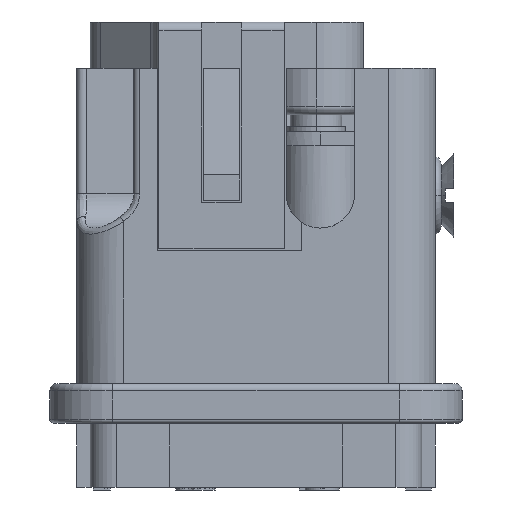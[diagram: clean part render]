
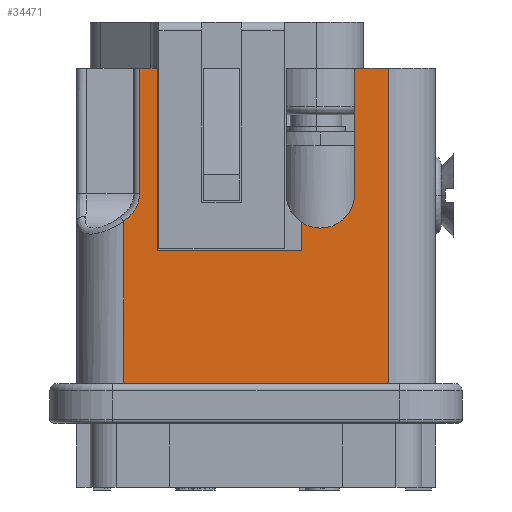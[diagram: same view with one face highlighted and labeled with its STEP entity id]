
A CAD part, left-side view. The second image highlights one B-rep face of the part: STEP entity #34471.
In plain terms, the highlighted planar face has unit normal (-1, 0, 0).
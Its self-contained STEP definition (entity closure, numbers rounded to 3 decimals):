
#6021=DIRECTION('',(0.,0.,-1.));
#6022=VECTOR('',#6021,7.3);
#6023=CARTESIAN_POINT('',(14.01,21.167,0.));
#6024=LINE('',#6023,#6022);
#9292=DIRECTION('',(0.,0.,-1.));
#9293=VECTOR('',#9292,9.474);
#9294=CARTESIAN_POINT('',(14.01,34.617,-8.926));
#9295=LINE('',#9294,#9293);
#9300=CARTESIAN_POINT('',(14.01,23.167,-7.3));
#9301=DIRECTION('',(-1.,0.,0.));
#9302=DIRECTION('',(0.,0.,-1.));
#9303=AXIS2_PLACEMENT_3D('',#9300,#9301,#9302);
#9305=DIRECTION('',(0.,-1.,0.));
#9306=VECTOR('',#9305,1.95);
#9307=CARTESIAN_POINT('',(14.01,21.167,0.));
#9308=LINE('',#9307,#9306);
#9309=DIRECTION('',(0.,0.,-1.));
#9310=VECTOR('',#9309,18.4);
#9311=CARTESIAN_POINT('',(14.01,19.217,0.));
#9312=LINE('',#9311,#9310);
#9313=DIRECTION('',(0.,1.,0.));
#9314=VECTOR('',#9313,15.4);
#9315=CARTESIAN_POINT('',(14.01,19.217,-18.4));
#9316=LINE('',#9315,#9314);
#9317=DIRECTION('',(0.,-1.,0.));
#9318=VECTOR('',#9317,1.023);
#9319=CARTESIAN_POINT('',(14.01,33.693,0.));
#9320=LINE('',#9319,#9318);
#9321=CARTESIAN_POINT('',(14.01,23.167,-7.3));
#9322=DIRECTION('',(-1.,0.,0.));
#9323=DIRECTION('',(0.,0.552,-0.834));
#9324=AXIS2_PLACEMENT_3D('',#9321,#9322,#9323);
#9338=DIRECTION('',(0.,0.,-1.));
#9339=VECTOR('',#9338,1.632);
#9340=CARTESIAN_POINT('',(14.01,24.271,-8.968));
#9341=LINE('',#9340,#9339);
#9342=DIRECTION('',(0.,1.,0.));
#9343=VECTOR('',#9342,8.4);
#9344=CARTESIAN_POINT('',(14.01,24.271,-10.6));
#9345=LINE('',#9344,#9343);
#9366=DIRECTION('',(0.,0.,1.));
#9367=VECTOR('',#9366,10.6);
#9368=CARTESIAN_POINT('',(14.01,32.671,-10.6));
#9369=LINE('',#9368,#9367);
#9453=CARTESIAN_POINT('',(14.01,33.693,-7.3));
#9454=CARTESIAN_POINT('',(14.01,33.693,-7.359));
#9455=CARTESIAN_POINT('',(14.01,33.7,-7.477));
#9456=CARTESIAN_POINT('',(14.01,33.729,-7.659));
#9457=CARTESIAN_POINT('',(14.01,33.781,-7.843));
#9458=CARTESIAN_POINT('',(14.01,33.854,-8.027));
#9459=CARTESIAN_POINT('',(14.01,33.95,-8.211));
#9460=CARTESIAN_POINT('',(14.01,34.072,-8.395));
#9461=CARTESIAN_POINT('',(14.01,34.222,-8.577));
#9462=CARTESIAN_POINT('',(14.01,34.402,-8.756));
#9463=CARTESIAN_POINT('',(14.01,34.541,-8.87));
#9464=CARTESIAN_POINT('',(14.01,34.617,-8.926));
#9612=DIRECTION('',(0.,0.,-1.));
#9613=VECTOR('',#9612,7.3);
#9614=CARTESIAN_POINT('',(14.01,33.693,0.));
#9615=LINE('',#9614,#9613);
#20067=CARTESIAN_POINT('',(14.01,34.617,-18.4));
#20069=VERTEX_POINT('',#20067);
#20070=CARTESIAN_POINT('',(14.01,19.217,-18.4));
#20072=VERTEX_POINT('',#20070);
#20080=CARTESIAN_POINT('',(14.01,32.671,0.));
#20082=VERTEX_POINT('',#20080);
#20084=CARTESIAN_POINT('',(14.01,33.693,0.));
#20085=VERTEX_POINT('',#20084);
#20223=CARTESIAN_POINT('',(14.01,19.217,0.));
#20224=VERTEX_POINT('',#20223);
#20225=CARTESIAN_POINT('',(14.01,21.167,0.));
#20226=VERTEX_POINT('',#20225);
#20227=CARTESIAN_POINT('',(14.01,23.167,-9.3));
#20228=CARTESIAN_POINT('',(14.01,21.167,-7.3));
#20229=VERTEX_POINT('',#20227);
#20230=VERTEX_POINT('',#20228);
#20231=CARTESIAN_POINT('',(14.01,24.271,-10.6));
#20232=CARTESIAN_POINT('',(14.01,32.671,-10.6));
#20233=VERTEX_POINT('',#20231);
#20234=VERTEX_POINT('',#20232);
#20235=CARTESIAN_POINT('',(14.01,24.271,
-8.968));
#20236=VERTEX_POINT('',#20235);
#20455=CARTESIAN_POINT('',(14.01,33.693,-7.3));
#20456=VERTEX_POINT('',#20455);
#20458=VERTEX_POINT('',#9464);
#34442=CARTESIAN_POINT('',(14.01,26.917,-9.2));
#34443=DIRECTION('',(1.,0.,0.));
#34444=DIRECTION('',(0.,0.,-1.));
#34445=AXIS2_PLACEMENT_3D('',#34442,#34443,#34444);
#34446=PLANE('',#34445);
#34448=ORIENTED_EDGE('',*,*,#34447,.T.);
#34449=ORIENTED_EDGE('',*,*,#30827,.F.);
#34451=ORIENTED_EDGE('',*,*,#34450,.T.);
#34453=ORIENTED_EDGE('',*,*,#34452,.T.);
#34454=ORIENTED_EDGE('',*,*,#34387,.T.);
#34455=ORIENTED_EDGE('',*,*,#34433,.F.);
#34457=ORIENTED_EDGE('',*,*,#34456,.F.);
#34459=ORIENTED_EDGE('',*,*,#34458,.F.);
#34460=ORIENTED_EDGE('',*,*,#28632,.T.);
#34462=ORIENTED_EDGE('',*,*,#34461,.F.);
#34464=ORIENTED_EDGE('',*,*,#34463,.F.);
#34466=ORIENTED_EDGE('',*,*,#34465,.F.);
#34468=ORIENTED_EDGE('',*,*,#34467,.T.);
#34469=EDGE_LOOP('',(#34448,#34449,#34451,#34453,#34454,#34455,#34457,#34459,
#34460,#34462,#34464,#34466,#34468));
#34470=FACE_OUTER_BOUND('',#34469,.F.);
#34471=ADVANCED_FACE('',(#34470),#34446,.F.);
#9304=CIRCLE('',#9303,2.);
#9325=CIRCLE('',#9324,2.);
#9465=B_SPLINE_CURVE_WITH_KNOTS('',3,(#9453,#9454,#9455,#9456,#9457,#9458,#9459,
#9460,#9461,#9462,#9463,#9464),.UNSPECIFIED.,.F.,.F.,(4,1,1,1,1,1,1,1,1,4),
(0.,0.111,0.222,0.333,0.444,
0.556,0.667,0.778,0.889,1.),
.UNSPECIFIED.);
#28632=EDGE_CURVE('',#20085,#20082,#9320,.T.);
#30827=EDGE_CURVE('',#20226,#20230,#6024,.T.);
#34387=EDGE_CURVE('',#20072,#20069,#9316,.T.);
#34433=EDGE_CURVE('',#20458,#20069,#9295,.T.);
#34447=EDGE_CURVE('',#20229,#20230,#9304,.T.);
#34450=EDGE_CURVE('',#20226,#20224,#9308,.T.);
#34452=EDGE_CURVE('',#20224,#20072,#9312,.T.);
#34456=EDGE_CURVE('',#20456,#20458,#9465,.T.);
#34458=EDGE_CURVE('',#20085,#20456,#9615,.T.);
#34461=EDGE_CURVE('',#20234,#20082,#9369,.T.);
#34463=EDGE_CURVE('',#20233,#20234,#9345,.T.);
#34465=EDGE_CURVE('',#20236,#20233,#9341,.T.);
#34467=EDGE_CURVE('',#20236,#20229,#9325,.T.);
